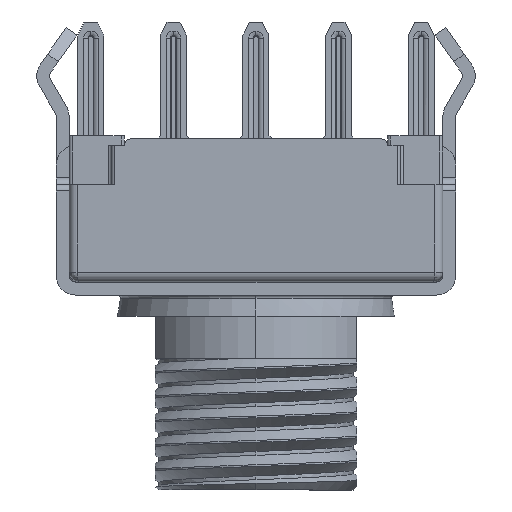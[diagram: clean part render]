
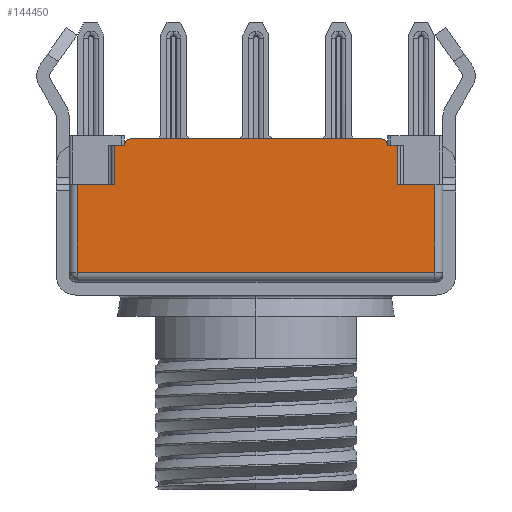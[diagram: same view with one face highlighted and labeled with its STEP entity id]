
A CAD part, left-side view. The second image highlights one B-rep face of the part: STEP entity #144450.
In plain terms, the highlighted face is planar.
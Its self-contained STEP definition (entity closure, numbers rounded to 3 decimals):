
#1570=CARTESIAN_POINT('',(0.25,11.5,3.9));
#1580=VERTEX_POINT('',#1570);
#1610=CARTESIAN_POINT('',(11.5,11.5,3.9));
#1620=DIRECTION('',(1.,0.,0.));
#1630=VECTOR('',#1620,1.);
#1640=LINE('',#1610,#1630);
#1650=CARTESIAN_POINT('',(11.25,11.5,3.9));
#1660=VERTEX_POINT('',#1650);
#1670=EDGE_CURVE('',#1580,#1660,#1640,.T.);
#52290=CARTESIAN_POINT('',(9.6,11.5,-0.2));
#52300=VERTEX_POINT('',#52290);
#52330=CARTESIAN_POINT('',(1.7,11.5,-0.2));
#52340=DIRECTION('',(1.,0.,0.));
#52350=VECTOR('',#52340,1.);
#52360=LINE('',#52330,#52350);
#52370=CARTESIAN_POINT('',(1.9,11.5,-0.2));
#52380=VERTEX_POINT('',#52370);
#52390=EDGE_CURVE('',#52380,#52300,#52360,.T.);
#62160=CARTESIAN_POINT('',(1.4,11.5,1.2));
#62170=VERTEX_POINT('',#62160);
#62200=CARTESIAN_POINT('',(1.3,11.5,1.2));
#62210=DIRECTION('',(-1.,0.,0.));
#62220=VECTOR('',#62210,1.);
#62230=LINE('',#62200,#62220);
#62240=CARTESIAN_POINT('',(0.25,11.5,1.2));
#62250=VERTEX_POINT('',#62240);
#62260=EDGE_CURVE('',#62170,#62250,#62230,.T.);
#65530=CARTESIAN_POINT('',(1.9,11.5,0.));
#65540=DIRECTION('',(0.,1.,0.));
#65550=DIRECTION('',(-1.,0.,0.));
#65560=AXIS2_PLACEMENT_3D('',#65530,#65540,#65550);
#65570=CIRCLE('',#65560,0.2);
#65580=CARTESIAN_POINT('',(1.7,11.5,0.));
#65590=VERTEX_POINT('',#65580);
#65600=EDGE_CURVE('',#52380,#65590,#65570,.T.);
#84930=CARTESIAN_POINT('',(11.25,11.5,1.2));
#84940=VERTEX_POINT('',#84930);
#84970=CARTESIAN_POINT('',(0.,11.5,1.2));
#84980=DIRECTION('',(-1.,0.,0.));
#84990=VECTOR('',#84980,1.);
#85000=LINE('',#84970,#84990);
#85010=CARTESIAN_POINT('',(10.1,11.5,1.2));
#85020=VERTEX_POINT('',#85010);
#85030=EDGE_CURVE('',#84940,#85020,#85000,.T.);
#86500=CARTESIAN_POINT('',(1.4,11.5,0.));
#86510=VERTEX_POINT('',#86500);
#86540=CARTESIAN_POINT('',(1.4,11.5,0.));
#86550=DIRECTION('',(0.,0.,1.));
#86560=VECTOR('',#86550,1.);
#86570=LINE('',#86540,#86560);
#86580=EDGE_CURVE('',#86510,#62170,#86570,.T.);
#89110=CARTESIAN_POINT('',(10.1,11.5,0.));
#89120=DIRECTION('',(0.,0.,-1.));
#89130=VECTOR('',#89120,1.);
#89140=LINE('',#89110,#89130);
#89150=CARTESIAN_POINT('',(10.1,11.5,0.));
#89160=VERTEX_POINT('',#89150);
#89170=EDGE_CURVE('',#85020,#89160,#89140,.T.);
#141000=CARTESIAN_POINT('',(5.75,11.5,0.));
#141010=DIRECTION('',(-1.,0.,0.));
#141020=VECTOR('',#141010,1.);
#141030=LINE('',#141000,#141020);
#141040=CARTESIAN_POINT('',(9.8,11.5,0.));
#141050=VERTEX_POINT('',#141040);
#141060=EDGE_CURVE('',#89160,#141050,#141030,.T.);
#141130=EDGE_CURVE('',#65590,#86510,#141030,.T.);
#141290=CARTESIAN_POINT('',(9.6,11.5,0.));
#141300=DIRECTION('',(0.,-1.,0.));
#141310=DIRECTION('',(1.,0.,0.));
#141320=AXIS2_PLACEMENT_3D('',#141290,#141300,#141310);
#141330=CIRCLE('',#141320,0.2);
#141340=EDGE_CURVE('',#52300,#141050,#141330,.T.);
#144160=CARTESIAN_POINT('',(5.75,11.5,4.2));
#144170=DIRECTION('',(0.,1.,0.));
#144180=DIRECTION('',(0.,0.,-1.));
#144190=AXIS2_PLACEMENT_3D('',#144160,#144170,#144180);
#144200=PLANE('',#144190);
#144210=ORIENTED_EDGE('',*,*,#62260,.T.);
#144220=ORIENTED_EDGE('',*,*,#86580,.T.);
#144230=ORIENTED_EDGE('',*,*,#141130,.T.);
#144240=ORIENTED_EDGE('',*,*,#65600,.T.);
#144250=ORIENTED_EDGE('',*,*,#52390,.F.);
#144260=ORIENTED_EDGE('',*,*,#141340,.F.);
#144270=ORIENTED_EDGE('',*,*,#141060,.T.);
#144280=ORIENTED_EDGE('',*,*,#89170,.T.);
#144290=ORIENTED_EDGE('',*,*,#85030,.T.);
#144300=CARTESIAN_POINT('',(11.25,11.5,4.2));
#144310=DIRECTION('',(0.,0.,-1.));
#144320=VECTOR('',#144310,1.);
#144330=LINE('',#144300,#144320);
#144340=EDGE_CURVE('',#1660,#84940,#144330,.T.);
#144350=ORIENTED_EDGE('',*,*,#144340,.T.);
#144360=ORIENTED_EDGE('',*,*,#1670,.T.);
#144370=CARTESIAN_POINT('',(0.25,11.5,4.2));
#144380=DIRECTION('',(0.,0.,-1.));
#144390=VECTOR('',#144380,1.);
#144400=LINE('',#144370,#144390);
#144410=EDGE_CURVE('',#1580,#62250,#144400,.T.);
#144420=ORIENTED_EDGE('',*,*,#144410,.F.);
#144430=EDGE_LOOP('',(#144420,#144360,#144350,#144290,#144280,#144270,
#144260,#144250,#144240,#144230,#144220,#144210));
#144440=FACE_OUTER_BOUND('',#144430,.T.);
#144450=ADVANCED_FACE('',(#144440),#144200,.T.);
